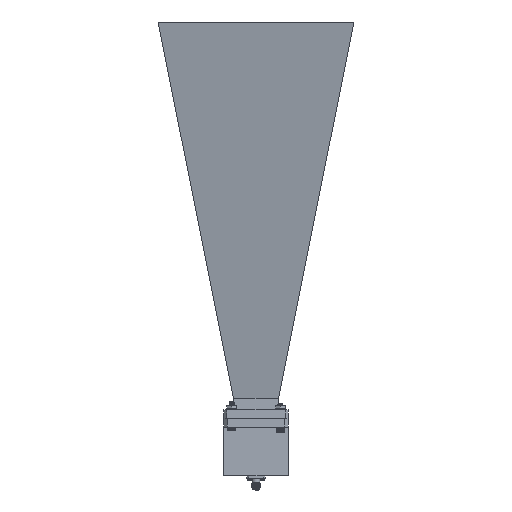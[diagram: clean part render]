
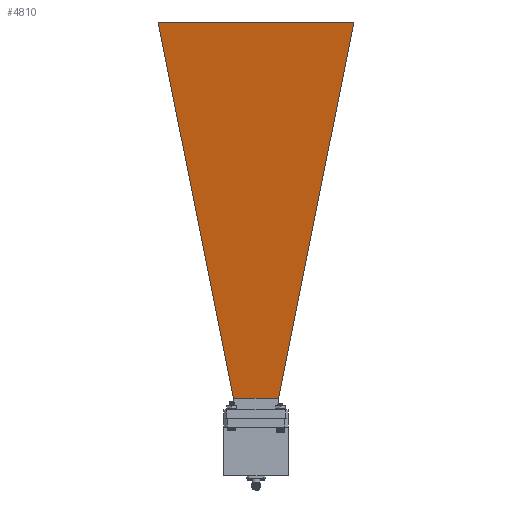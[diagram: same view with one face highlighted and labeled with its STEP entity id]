
A CAD part, front view. The second image highlights one B-rep face of the part: STEP entity #4810.
In plain terms, the highlighted face is planar.
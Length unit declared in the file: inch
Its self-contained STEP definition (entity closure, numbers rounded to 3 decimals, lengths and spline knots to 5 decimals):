
#842 = CARTESIAN_POINT ( 'NONE',  ( -1.93018, 0., 11.86327 ) ) ;
#1014 = CARTESIAN_POINT ( 'NONE',  ( -0.33366, -0.58908, 1.9622 ) ) ;
#1111 = VERTEX_POINT ( 'NONE', #11545 ) ;
#1453 = EDGE_CURVE ( 'NONE', #1111, #2734, #4133, .T. ) ;
#1707 = CARTESIAN_POINT ( 'NONE',  ( -1.93018, -2.5744, 11.86327 ) ) ;
#1849 = DIRECTION ( 'NONE',  ( -0.159, 0., 0.987 ) ) ;
#2734 = VERTEX_POINT ( 'NONE', #12453 ) ;
#2807 = ORIENTED_EDGE ( 'NONE', *, *, #5811, .T. ) ;
#3278 = VERTEX_POINT ( 'NONE', #1014 ) ;
#3759 = VECTOR ( 'NONE', #8755, 39.37008 ) ;
#3930 = VECTOR ( 'NONE', #8139, 39.37008 ) ;
#4133 = LINE ( 'NONE', #842, #3759 ) ;
#4204 = DIRECTION ( 'NONE',  ( -0.987, 0., -0.159 ) ) ;
#4810 = ADVANCED_FACE ( 'NONE', ( #8608 ), #6618, .T. ) ;
#5124 = VERTEX_POINT ( 'NONE', #11929 ) ;
#5811 = EDGE_CURVE ( 'NONE', #5124, #3278, #11932, .T. ) ;
#6185 = ORIENTED_EDGE ( 'NONE', *, *, #1453, .F. ) ;
#6284 = CARTESIAN_POINT ( 'NONE',  ( -0.33366, 0., 1.9622 ) ) ;
#6388 = ORIENTED_EDGE ( 'NONE', *, *, #10319, .F. ) ;
#6470 = CARTESIAN_POINT ( 'NONE',  ( -1.13041, 0., 6.90335 ) ) ;
#6618 = PLANE ( 'NONE',  #7496 ) ;
#7496 = AXIS2_PLACEMENT_3D ( 'NONE', #6470, #4204, #1849 ) ;
#8139 = DIRECTION ( 'NONE',  ( -0.156, 0.194, 0.968 ) ) ;
#8608 = FACE_OUTER_BOUND ( 'NONE', #9472, .T. ) ;
#8755 = DIRECTION ( 'NONE',  ( 0., -1., 0. ) ) ;
#9472 = EDGE_LOOP ( 'NONE', ( #6388, #6185, #13587, #2807 ) ) ;
#9657 = DIRECTION ( 'NONE',  ( 0., -1., 0. ) ) ;
#10319 = EDGE_CURVE ( 'NONE', #2734, #3278, #10830, .T. ) ;
#10420 = LINE ( 'NONE', #13918, #3930 ) ;
#10830 = LINE ( 'NONE', #1707, #14413 ) ;
#10904 = DIRECTION ( 'NONE',  ( 0.156, 0.194, -0.968 ) ) ;
#11545 = CARTESIAN_POINT ( 'NONE',  ( -1.93018, 2.5744, 11.86327 ) ) ;
#11929 = CARTESIAN_POINT ( 'NONE',  ( -0.33366, 0.58908, 1.9622 ) ) ;
#11932 = LINE ( 'NONE', #6284, #11952 ) ;
#11952 = VECTOR ( 'NONE', #9657, 39.37008 ) ;
#12453 = CARTESIAN_POINT ( 'NONE',  ( -1.93018, -2.5744, 11.86327 ) ) ;
#12630 = EDGE_CURVE ( 'NONE', #5124, #1111, #10420, .T. ) ;
#13587 = ORIENTED_EDGE ( 'NONE', *, *, #12630, .F. ) ;
#13918 = CARTESIAN_POINT ( 'NONE',  ( -0.33366, 0.58908, 1.9622 ) ) ;
#14413 = VECTOR ( 'NONE', #10904, 39.37008 ) ;
